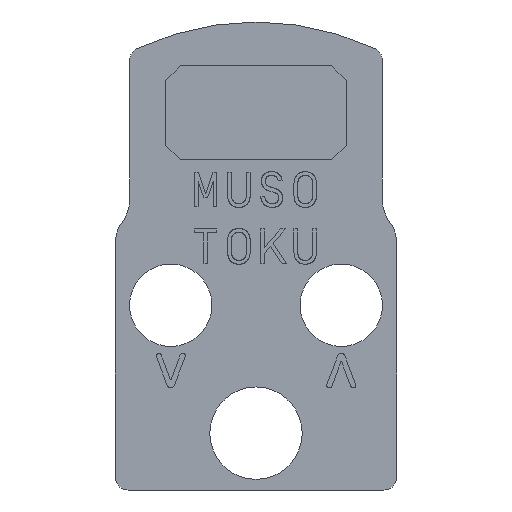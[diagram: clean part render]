
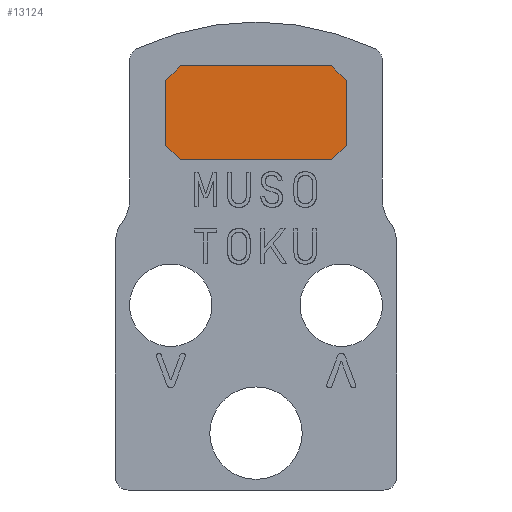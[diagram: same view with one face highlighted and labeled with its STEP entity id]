
A CAD part, front view. The second image highlights one B-rep face of the part: STEP entity #13124.
In plain terms, the highlighted planar face has unit normal (0, -1, 0).
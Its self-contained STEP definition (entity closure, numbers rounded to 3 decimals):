
#12438=CARTESIAN_POINT('',(6.34,-16.672,57.526));
#12439=VERTEX_POINT('',#12438);
#12440=CARTESIAN_POINT('',(5.34,-16.672,58.526));
#12441=VERTEX_POINT('',#12440);
#12442=CARTESIAN_POINT('',(6.34,-16.672,57.526));
#12443=DIRECTION('',(-0.707,0.,0.707));
#12444=VECTOR('',#12443,1.414);
#12445=LINE('',#12442,#12444);
#12446=EDGE_CURVE('',#12439,#12441,#12445,.T.);
#12477=CARTESIAN_POINT('',(6.34,-16.672,52.946));
#12478=VERTEX_POINT('',#12477);
#12479=CARTESIAN_POINT('',(6.34,-16.672,52.946));
#12480=DIRECTION('',(0.,0.,1.));
#12481=VECTOR('',#12480,4.58);
#12482=LINE('',#12479,#12481);
#12483=EDGE_CURVE('',#12478,#12439,#12482,.T.);
#12502=CARTESIAN_POINT('',(5.34,-16.672,51.946));
#12503=VERTEX_POINT('',#12502);
#12504=CARTESIAN_POINT('',(5.34,-16.672,51.946));
#12505=DIRECTION('',(0.707,0.,0.707));
#12506=VECTOR('',#12505,1.414);
#12507=LINE('',#12504,#12506);
#12508=EDGE_CURVE('',#12503,#12478,#12507,.T.);
#12527=CARTESIAN_POINT('',(-5.34,-16.672,51.946));
#12528=VERTEX_POINT('',#12527);
#12529=CARTESIAN_POINT('',(-5.34,-16.672,51.946));
#12530=DIRECTION('',(1.,0.,-0.));
#12531=VECTOR('',#12530,10.68);
#12532=LINE('',#12529,#12531);
#12533=EDGE_CURVE('',#12528,#12503,#12532,.T.);
#12552=CARTESIAN_POINT('',(-6.34,-16.672,52.946));
#12553=VERTEX_POINT('',#12552);
#12554=CARTESIAN_POINT('',(-6.34,-16.672,52.946));
#12555=DIRECTION('',(0.707,-0.,-0.707));
#12556=VECTOR('',#12555,1.414);
#12557=LINE('',#12554,#12556);
#12558=EDGE_CURVE('',#12553,#12528,#12557,.T.);
#12577=CARTESIAN_POINT('',(-6.34,-16.672,57.526));
#12578=VERTEX_POINT('',#12577);
#12579=CARTESIAN_POINT('',(-6.34,-16.672,57.526));
#12580=DIRECTION('',(-0.,-0.,-1.));
#12581=VECTOR('',#12580,4.58);
#12582=LINE('',#12579,#12581);
#12583=EDGE_CURVE('',#12578,#12553,#12582,.T.);
#12602=CARTESIAN_POINT('',(-5.34,-16.672,58.526));
#12603=VERTEX_POINT('',#12602);
#12604=CARTESIAN_POINT('',(-5.34,-16.672,58.526));
#12605=DIRECTION('',(-0.707,-0.,-0.707));
#12606=VECTOR('',#12605,1.414);
#12607=LINE('',#12604,#12606);
#12608=EDGE_CURVE('',#12603,#12578,#12607,.T.);
#13064=CARTESIAN_POINT('',(5.34,-16.672,58.526));
#13065=DIRECTION('',(-1.,-0.,0.));
#13066=VECTOR('',#13065,10.68);
#13067=LINE('',#13064,#13066);
#13068=EDGE_CURVE('',#12441,#12603,#13067,.T.);
#13109=CARTESIAN_POINT('',(0.,-16.672,44.586));
#13110=DIRECTION('',(0.,-1.,0.));
#13111=DIRECTION('',(1.,0.,0.));
#13112=AXIS2_PLACEMENT_3D('',#13109,#13110,#13111);
#13113=PLANE('',#13112);
#13114=ORIENTED_EDGE('',*,*,#12446,.T.);
#13115=ORIENTED_EDGE('',*,*,#13068,.T.);
#13116=ORIENTED_EDGE('',*,*,#12608,.T.);
#13117=ORIENTED_EDGE('',*,*,#12583,.T.);
#13118=ORIENTED_EDGE('',*,*,#12558,.T.);
#13119=ORIENTED_EDGE('',*,*,#12533,.T.);
#13120=ORIENTED_EDGE('',*,*,#12508,.T.);
#13121=ORIENTED_EDGE('',*,*,#12483,.T.);
#13122=EDGE_LOOP('',(#13114,#13115,#13116,#13117,#13118,#13119,#13120,#13121));
#13123=FACE_BOUND('',#13122,.T.);
#13124=ADVANCED_FACE('',(#13123),#13113,.T.);
